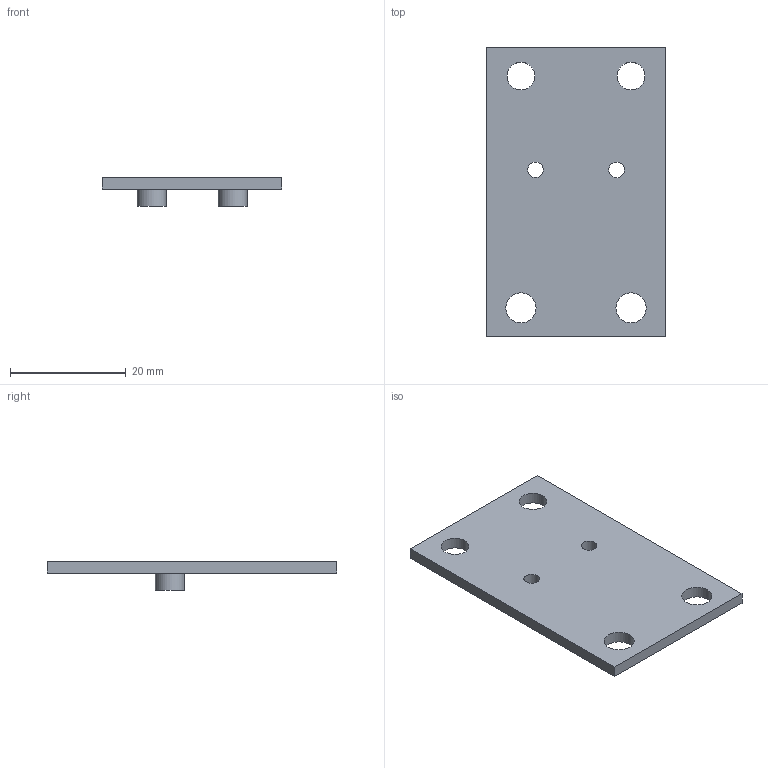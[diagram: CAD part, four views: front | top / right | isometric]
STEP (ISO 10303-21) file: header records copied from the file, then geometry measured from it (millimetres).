
FILE_DESCRIPTION(('FreeCAD Model'),'2;1');
FILE_NAME('Open CASCADE Shape Model','2025-05-11T08:34:51',(''),(''), 'Open CASCADE STEP processor 7.8','FreeCAD','Unknown');
FILE_SCHEMA(('AUTOMOTIVE_DESIGN { 1 0 10303 214 1 1 1 1 }'));
Length unit declared in the file: millimetre
Products named in the file (1): Extruder toolhead plate
Bounding box: 31 x 50 x 5 mm (x, y, z)
Volume: 3000.8 mm3; surface area: 3544.2 mm2
Topology: 1 solids, 1 shells, 18 faces, 40 edges, 26 vertices
Faces by surface type: plane 8, cylinder 8, cone 2
Full cylindrical faces by diameter (mm): 2.7 x2, 4.8 x2, 5 x2, 5.2 x2
Entity records: 550 total; most frequent: DIRECTION 94, CARTESIAN_POINT 87, ORIENTED_EDGE 80, EDGE_CURVE 40, AXIS2_PLACEMENT_3D 37, FACE_BOUND 32, EDGE_LOOP 32, VERTEX_POINT 26
